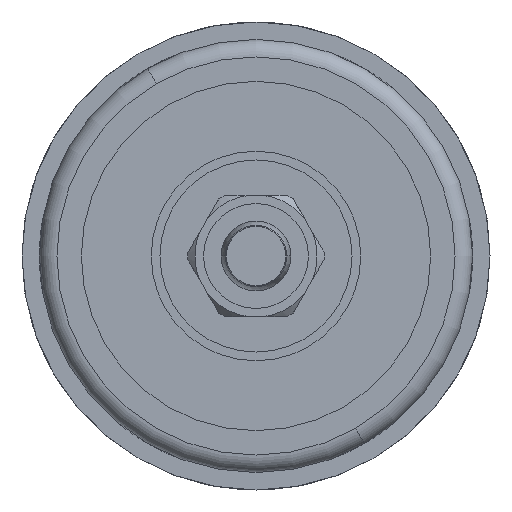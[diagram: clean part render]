
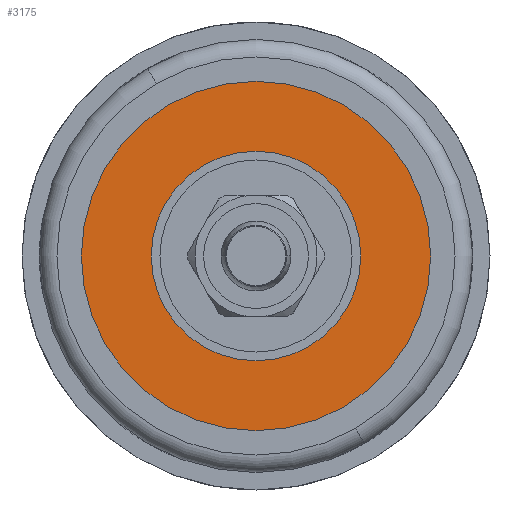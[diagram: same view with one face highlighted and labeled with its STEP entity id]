
A CAD part, front view. The second image highlights one B-rep face of the part: STEP entity #3175.
In plain terms, the highlighted planar face has unit normal (0, -1, 0).
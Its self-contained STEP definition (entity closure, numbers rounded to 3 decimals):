
#149 = CARTESIAN_POINT ( 'NONE',  ( 0., -45.5, -3. ) ) ;
#938 = CIRCLE ( 'NONE', #11101, 3. ) ;
#1188 = CARTESIAN_POINT ( 'NONE',  ( 2.5, -45.5, -4.33 ) ) ;
#2027 = DIRECTION ( 'NONE',  ( 0., 1., 0. ) ) ;
#2064 = VERTEX_POINT ( 'NONE', #8534 ) ;
#2125 = CARTESIAN_POINT ( 'NONE',  ( 0., -45.5, 0. ) ) ;
#2329 = DIRECTION ( 'NONE',  ( 0., -1., 0. ) ) ;
#2777 = CARTESIAN_POINT ( 'NONE',  ( 4.33, -45.5, 2.5 ) ) ;
#2962 = AXIS2_PLACEMENT_3D ( 'NONE', #8140, #2329, #6225 ) ;
#2999 = EDGE_LOOP ( 'NONE', ( #7267, #10186 ) ) ;
#3175 = ADVANCED_FACE ( 'Defeature ausgef�hrt2_18', ( #9418, #8598 ), #6627, .F. ) ;
#3608 = EDGE_CURVE ( 'Defeature ausgef�hrt2_10+Defeature ausgef�hrt2_18+Defeature ausgef�hrt2_18+Defeature ausgef�hrt2_18', #12606, #11895, #938, .T. ) ;
#4083 = DIRECTION ( 'NONE',  ( 0., -1., 0. ) ) ;
#4506 = DIRECTION ( 'NONE',  ( -0.5, 0., 0.866 ) ) ;
#4699 = CIRCLE ( 'NONE', #12442, 5. ) ;
#5030 = CARTESIAN_POINT ( 'NONE',  ( 0., -45.5, 0. ) ) ;
#5603 = DIRECTION ( 'NONE',  ( 0., 1., 0. ) ) ;
#6225 = DIRECTION ( 'NONE',  ( 0., 0., 1. ) ) ;
#6563 = DIRECTION ( 'NONE',  ( 0., 1., 0. ) ) ;
#6627 = PLANE ( 'NONE',  #8675 ) ;
#6861 = EDGE_CURVE ( 'Defeature ausgef�hrt2_19+Defeature ausgef�hrt2_18+Defeature ausgef�hrt2_18+Defeature ausgef�hrt2_18', #2064, #12580, #8959, .T. ) ;
#7267 = ORIENTED_EDGE ( 'NONE', *, *, #6861, .F. ) ;
#8140 = CARTESIAN_POINT ( 'NONE',  ( 0., -45.5, 0. ) ) ;
#8534 = CARTESIAN_POINT ( 'NONE',  ( -2.5, -45.5, 4.33 ) ) ;
#8598 = FACE_OUTER_BOUND ( 'NONE', #2999, .T. ) ;
#8655 = EDGE_CURVE ( 'Defeature ausgef�hrt2_19+Defeature ausgef�hrt2_18+Defeature ausgef�hrt2_18+Defeature ausgef�hrt2_18', #12580, #2064, #4699, .T. ) ;
#8675 = AXIS2_PLACEMENT_3D ( 'NONE', #2777, #6563, #4506 ) ;
#8920 = DIRECTION ( 'NONE',  ( -0.5, 0., 0.866 ) ) ;
#8959 = CIRCLE ( 'NONE', #10983, 5. ) ;
#9418 = FACE_BOUND ( 'NONE', #11327, .T. ) ;
#9488 = DIRECTION ( 'NONE',  ( -0.5, 0., 0.866 ) ) ;
#10186 = ORIENTED_EDGE ( 'NONE', *, *, #8655, .F. ) ;
#10915 = DIRECTION ( 'NONE',  ( 0., 0., 1. ) ) ;
#10983 = AXIS2_PLACEMENT_3D ( 'NONE', #11388, #5603, #9488 ) ;
#11101 = AXIS2_PLACEMENT_3D ( 'NONE', #2125, #4083, #10915 ) ;
#11297 = CIRCLE ( 'NONE', #2962, 3. ) ;
#11327 = EDGE_LOOP ( 'NONE', ( #11942, #12569 ) ) ;
#11388 = CARTESIAN_POINT ( 'NONE',  ( 0., -45.5, 0. ) ) ;
#11895 = VERTEX_POINT ( 'NONE', #149 ) ;
#11942 = ORIENTED_EDGE ( 'NONE', *, *, #3608, .F. ) ;
#12014 = CARTESIAN_POINT ( 'NONE',  ( 0., -45.5, 3. ) ) ;
#12442 = AXIS2_PLACEMENT_3D ( 'NONE', #5030, #2027, #8920 ) ;
#12555 = EDGE_CURVE ( 'Defeature ausgef�hrt2_10+Defeature ausgef�hrt2_18+Defeature ausgef�hrt2_18+Defeature ausgef�hrt2_18', #11895, #12606, #11297, .T. ) ;
#12569 = ORIENTED_EDGE ( 'NONE', *, *, #12555, .F. ) ;
#12580 = VERTEX_POINT ( 'NONE', #1188 ) ;
#12606 = VERTEX_POINT ( 'NONE', #12014 ) ;
